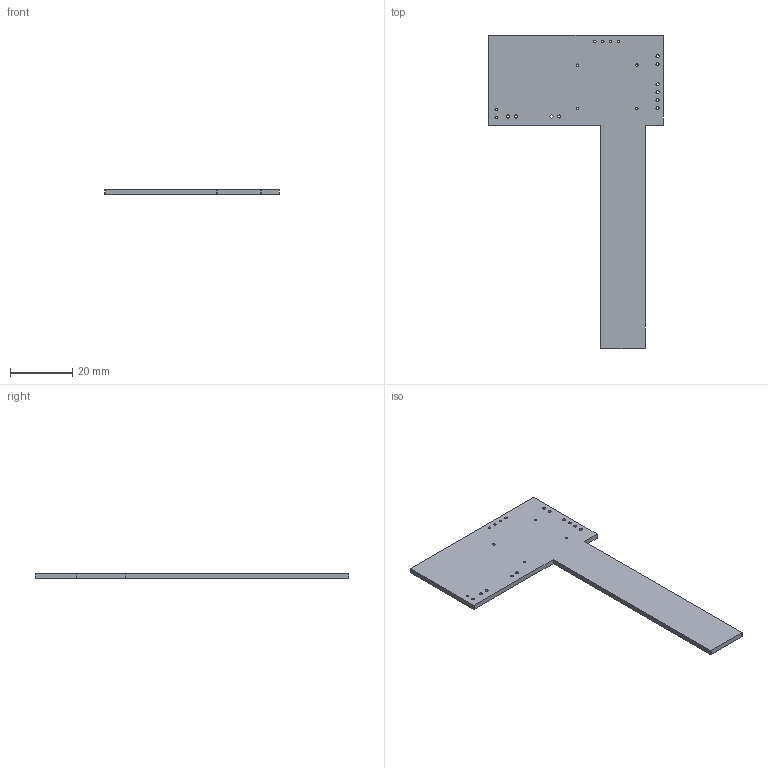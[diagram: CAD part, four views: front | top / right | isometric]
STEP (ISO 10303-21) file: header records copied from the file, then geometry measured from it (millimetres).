
FILE_DESCRIPTION(('KiCad electronic assembly'),'2;1');
FILE_NAME('112.step','2022-01-06T13:27:25',('Pcbnew'),('Kicad'), 'Open CASCADE STEP processor 7.5','KiCad to STEP converter','Unknown' );
FILE_SCHEMA(('AUTOMOTIVE_DESIGN { 1 0 10303 214 1 1 1 1 }'));
Length unit declared in the file: millimetre
Products named in the file (2): 112 1; _autosave-112 PCB
Assembly tree (1 placements, depth 2):
  112 1
    _autosave-112 PCB
Bounding box: 56.13 x 100.58 x 1.6 mm (x, y, z)
Volume: 4210.9 mm3; surface area: 5853.7 mm2
Topology: 1 solids, 1 shells, 37 faces, 105 edges, 70 vertices
Faces by surface type: cylinder 20, plane 17
Full cylindrical faces by diameter (mm): 0.762 x10, 1 x10
Entity records: 2711 total; most frequent: DIRECTION 433, CARTESIAN_POINT 424, LINE 235, VECTOR 235, ORIENTED_EDGE 210, PCURVE 210, DEFINITIONAL_REPRESENTATION 210, EDGE_CURVE 105
